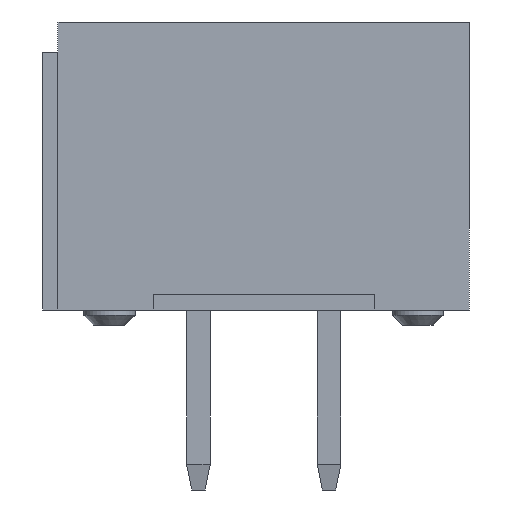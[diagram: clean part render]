
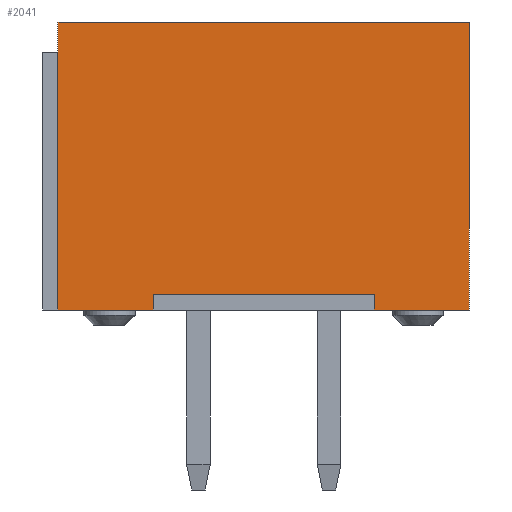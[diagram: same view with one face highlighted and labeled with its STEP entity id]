
A CAD part, left-side view. The second image highlights one B-rep face of the part: STEP entity #2041.
In plain terms, the highlighted planar face has unit normal (-1, 0, 0).
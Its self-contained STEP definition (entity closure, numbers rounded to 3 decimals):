
#726=CARTESIAN_POINT('',(-11.62,-4.,-2.8));
#727=VERTEX_POINT('',#726);
#734=CARTESIAN_POINT('',(-11.62,-2.15,-2.8));
#735=VERTEX_POINT('',#734);
#736=CARTESIAN_POINT('',(-11.62,-4.,-2.8));
#737=DIRECTION('',(0.,1.,0.));
#738=VECTOR('',#737,1.85);
#739=LINE('',#736,#738);
#740=EDGE_CURVE('',#727,#735,#739,.T.);
#758=CARTESIAN_POINT('',(-11.62,2.15,-2.8));
#759=VERTEX_POINT('',#758);
#766=CARTESIAN_POINT('',(-11.62,4.,-2.8));
#767=VERTEX_POINT('',#766);
#768=CARTESIAN_POINT('',(-11.62,2.15,-2.8));
#769=DIRECTION('',(0.,1.,0.));
#770=VECTOR('',#769,1.85);
#771=LINE('',#768,#770);
#772=EDGE_CURVE('',#759,#767,#771,.T.);
#1738=CARTESIAN_POINT('',(-11.62,4.,2.8));
#1739=VERTEX_POINT('',#1738);
#1740=CARTESIAN_POINT('',(-11.62,4.,-2.8));
#1741=DIRECTION('',(0.,0.,1.));
#1742=VECTOR('',#1741,5.6);
#1743=LINE('',#1740,#1742);
#1744=EDGE_CURVE('',#767,#1739,#1743,.T.);
#1766=CARTESIAN_POINT('',(-11.62,-4.,2.8));
#1767=VERTEX_POINT('',#1766);
#1768=CARTESIAN_POINT('',(-11.62,4.,2.8));
#1769=DIRECTION('',(0.,-1.,0.));
#1770=VECTOR('',#1769,8.);
#1771=LINE('',#1768,#1770);
#1772=EDGE_CURVE('',#1739,#1767,#1771,.T.);
#1862=CARTESIAN_POINT('',(-11.62,-4.,2.8));
#1863=DIRECTION('',(0.,0.,-1.));
#1864=VECTOR('',#1863,5.6);
#1865=LINE('',#1862,#1864);
#1866=EDGE_CURVE('',#1767,#727,#1865,.T.);
#2007=CARTESIAN_POINT('',(-11.62,0.,0.));
#2008=DIRECTION('',(0.,-1.,0.));
#2009=DIRECTION('',(-1.,0.,0.));
#2010=AXIS2_PLACEMENT_3D('',#2007,#2009,#2008);
#2011=PLANE('',#2010);
#2012=ORIENTED_EDGE('',*,*,#1772,.F.);
#2013=ORIENTED_EDGE('',*,*,#1744,.F.);
#2014=ORIENTED_EDGE('',*,*,#772,.F.);
#2015=CARTESIAN_POINT('',(-11.62,2.15,-2.5));
#2016=VERTEX_POINT('',#2015);
#2017=CARTESIAN_POINT('',(-11.62,2.15,-2.8));
#2018=DIRECTION('',(0.,0.,1.));
#2019=VECTOR('',#2018,0.3);
#2020=LINE('',#2017,#2019);
#2021=EDGE_CURVE('',#759,#2016,#2020,.T.);
#2022=ORIENTED_EDGE('',*,*,#2021,.T.);
#2023=CARTESIAN_POINT('',(-11.62,-2.15,-2.5));
#2024=VERTEX_POINT('',#2023);
#2025=CARTESIAN_POINT('',(-11.62,2.15,-2.5));
#2026=DIRECTION('',(0.,-1.,0.));
#2027=VECTOR('',#2026,4.3);
#2028=LINE('',#2025,#2027);
#2029=EDGE_CURVE('',#2016,#2024,#2028,.T.);
#2030=ORIENTED_EDGE('',*,*,#2029,.T.);
#2031=CARTESIAN_POINT('',(-11.62,-2.15,-2.5));
#2032=DIRECTION('',(0.,0.,-1.));
#2033=VECTOR('',#2032,0.3);
#2034=LINE('',#2031,#2033);
#2035=EDGE_CURVE('',#2024,#735,#2034,.T.);
#2036=ORIENTED_EDGE('',*,*,#2035,.T.);
#2037=ORIENTED_EDGE('',*,*,#740,.F.);
#2038=ORIENTED_EDGE('',*,*,#1866,.F.);
#2039=EDGE_LOOP('',(#2012,#2013,#2014,#2022,#2030,#2036,#2037,#2038));
#2040=FACE_OUTER_BOUND('',#2039,.T.);
#2041=ADVANCED_FACE('',(#2040),#2011,.T.);
